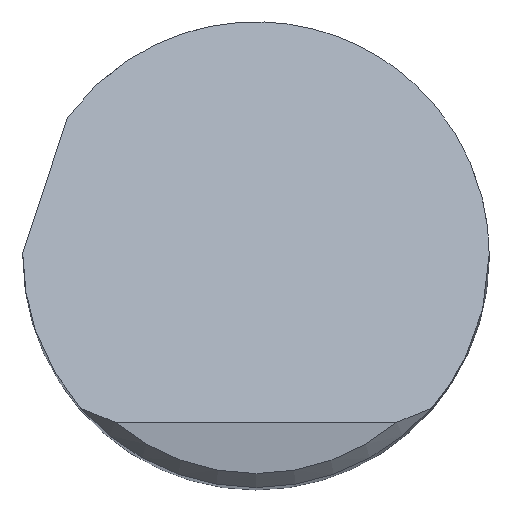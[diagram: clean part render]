
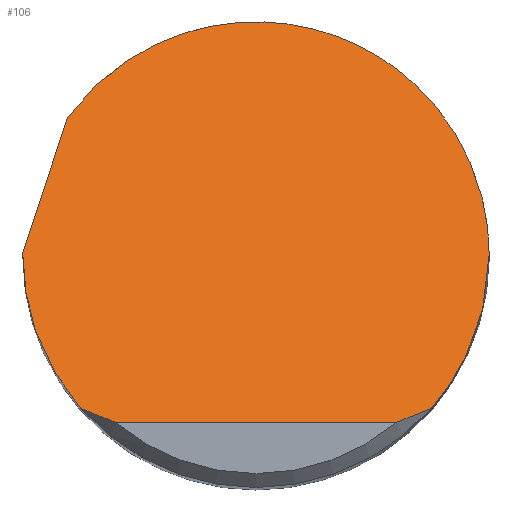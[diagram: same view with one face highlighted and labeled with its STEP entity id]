
A CAD part, top view. The second image highlights one B-rep face of the part: STEP entity #106.
In plain terms, the highlighted planar face has unit normal (0, 0.707, 0.707).
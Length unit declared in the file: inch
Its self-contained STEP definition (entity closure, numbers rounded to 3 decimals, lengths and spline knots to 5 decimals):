
#8 = CARTESIAN_POINT ( 'NONE',  ( 0.25, 0., 2.82 ) ) ;
#17 =( BOUNDED_CURVE ( )  B_SPLINE_CURVE ( 3, ( #642, #328, #773, #204 ),
 .UNSPECIFIED., .F., .F. ) 
 B_SPLINE_CURVE_WITH_KNOTS ( ( 4, 4 ),
 ( 4.71239, 4.72039 ),
 .UNSPECIFIED. ) 
 CURVE ( )  GEOMETRIC_REPRESENTATION_ITEM ( )  RATIONAL_B_SPLINE_CURVE ( ( 1., 1., 1., 1. ) ) 
 REPRESENTATION_ITEM ( '' )  );
#20 = VERTEX_POINT ( 'NONE', #704 ) ;
#27 = ORIENTED_EDGE ( 'NONE', *, *, #591, .T. ) ;
#30 = CARTESIAN_POINT ( 'NONE',  ( -0.17589, -0.1704, 2.9904 ) ) ;
#68 = CARTESIAN_POINT ( 'NONE',  ( 0.16367, -0.17542, 2.99542 ) ) ;
#75 = FACE_OUTER_BOUND ( 'NONE', #187, .T. ) ;
#78 = CARTESIAN_POINT ( 'NONE',  ( -0.24999, 0.002, 2.818 ) ) ;
#85 = DIRECTION ( 'NONE',  ( 0., -0.707, -0.707 ) ) ;
#96 = EDGE_CURVE ( 'NONE', #375, #587, #590, .T. ) ;
#106 = ADVANCED_FACE ( 'NONE', ( #75 ), #410, .F. ) ;
#119 = VERTEX_POINT ( 'NONE', #783 ) ;
#121 = EDGE_CURVE ( 'NONE', #738, #375, #660, .T. ) ;
#131 = CARTESIAN_POINT ( 'NONE',  ( 0.25, 0.29348, 2.52652 ) ) ;
#137 = CARTESIAN_POINT ( 'NONE',  ( -0.25, -0.18, 3. ) ) ;
#155 =( BOUNDED_CURVE ( )  B_SPLINE_CURVE ( 3, ( #8, #267, #652, #211 ),
 .UNSPECIFIED., .F., .F. ) 
 B_SPLINE_CURVE_WITH_KNOTS ( ( 4, 4 ),
 ( 1.5708, 2.29162 ),
 .UNSPECIFIED. ) 
 CURVE ( )  GEOMETRIC_REPRESENTATION_ITEM ( )  RATIONAL_B_SPLINE_CURVE ( ( 1., 0.957, 0.957, 1. ) ) 
 REPRESENTATION_ITEM ( '' )  );
#156 = CARTESIAN_POINT ( 'NONE',  ( -0.15108, -0.18, 3. ) ) ;
#171 = ORIENTED_EDGE ( 'NONE', *, *, #96, .F. ) ;
#172 = CARTESIAN_POINT ( 'NONE',  ( -0.22834, -0.11887, 2.93887 ) ) ;
#182 = CARTESIAN_POINT ( 'NONE',  ( 0.15108, -0.18, 3. ) ) ;
#183 = ORIENTED_EDGE ( 'NONE', *, *, #121, .F. ) ;
#187 = EDGE_LOOP ( 'NONE', ( #451, #27, #520, #171, #183, #423, #756, #394 ) ) ;
#192 =( BOUNDED_CURVE ( )  B_SPLINE_CURVE ( 3, ( #493, #172, #441, #697 ),
 .UNSPECIFIED., .F., .F. ) 
 B_SPLINE_CURVE_WITH_KNOTS ( ( 4, 4 ),
 ( 3.99157, 4.71239 ),
 .UNSPECIFIED. ) 
 CURVE ( )  GEOMETRIC_REPRESENTATION_ITEM ( )  RATIONAL_B_SPLINE_CURVE ( ( 1., 0.957, 0.957, 1. ) ) 
 REPRESENTATION_ITEM ( '' )  );
#199 = DIRECTION ( 'NONE',  ( 1., 0., 0. ) ) ;
#203 = CARTESIAN_POINT ( 'NONE',  ( -0.20198, 0.14732, 2.67268 ) ) ;
#204 = CARTESIAN_POINT ( 'NONE',  ( -0.24999, 0.002, 2.818 ) ) ;
#211 = CARTESIAN_POINT ( 'NONE',  ( 0.18782, -0.165, 2.985 ) ) ;
#214 = DIRECTION ( 'NONE',  ( 0.227, 0.689, -0.689 ) ) ;
#225 = CARTESIAN_POINT ( 'NONE',  ( -0.20198, 0.14732, 2.67268 ) ) ;
#254 = CARTESIAN_POINT ( 'NONE',  ( 0.25, 0., 2.82 ) ) ;
#256 = B_SPLINE_CURVE_WITH_KNOTS ( 'NONE', 3,
 ( #182, #68, #326, #457 ),
 .UNSPECIFIED., .F., .F.,
 ( 4, 4 ),
 ( 0., 0.00108 ),
 .UNSPECIFIED. ) ;
#259 = EDGE_CURVE ( 'NONE', #119, #20, #192, .T. ) ;
#267 = CARTESIAN_POINT ( 'NONE',  ( 0.25, -0.06141, 2.88141 ) ) ;
#277 = AXIS2_PLACEMENT_3D ( 'NONE', #137, #85, #467 ) ;
#285 = CARTESIAN_POINT ( 'NONE',  ( -0.16367, -0.17542, 2.99542 ) ) ;
#305 = LINE ( 'NONE', #709, #625 ) ;
#311 = VERTEX_POINT ( 'NONE', #535 ) ;
#326 = CARTESIAN_POINT ( 'NONE',  ( 0.17589, -0.1704, 2.9904 ) ) ;
#328 = CARTESIAN_POINT ( 'NONE',  ( -0.25, 0.00067, 2.81933 ) ) ;
#343 = CARTESIAN_POINT ( 'NONE',  ( 0.15108, -0.18, 3. ) ) ;
#375 = VERTEX_POINT ( 'NONE', #225 ) ;
#394 = ORIENTED_EDGE ( 'NONE', *, *, #424, .T. ) ;
#410 = PLANE ( 'NONE',  #277 ) ;
#423 = ORIENTED_EDGE ( 'NONE', *, *, #539, .F. ) ;
#424 = EDGE_CURVE ( 'NONE', #119, #804, #484, .T. ) ;
#441 = CARTESIAN_POINT ( 'NONE',  ( -0.25, -0.06141, 2.88141 ) ) ;
#451 = ORIENTED_EDGE ( 'NONE', *, *, #509, .T. ) ;
#457 = CARTESIAN_POINT ( 'NONE',  ( 0.18782, -0.165, 2.985 ) ) ;
#467 = DIRECTION ( 'NONE',  ( 0., 0.707, -0.707 ) ) ;
#484 = B_SPLINE_CURVE_WITH_KNOTS ( 'NONE', 3,
 ( #604, #30, #285, #156 ),
 .UNSPECIFIED., .F., .F.,
 ( 4, 4 ),
 ( 0., 0.00108 ),
 .UNSPECIFIED. ) ;
#493 = CARTESIAN_POINT ( 'NONE',  ( -0.18782, -0.165, 2.985 ) ) ;
#499 = VERTEX_POINT ( 'NONE', #343 ) ;
#509 = EDGE_CURVE ( 'NONE', #804, #499, #305, .T. ) ;
#520 = ORIENTED_EDGE ( 'NONE', *, *, #797, .F. ) ;
#535 = CARTESIAN_POINT ( 'NONE',  ( 0.18782, -0.165, 2.985 ) ) ;
#539 = EDGE_CURVE ( 'NONE', #20, #738, #17, .T. ) ;
#557 = VECTOR ( 'NONE', #214, 39.37008 ) ;
#581 = CARTESIAN_POINT ( 'NONE',  ( -0.15108, -0.18, 3. ) ) ;
#587 = VERTEX_POINT ( 'NONE', #254 ) ;
#590 =( BOUNDED_CURVE ( )  B_SPLINE_CURVE ( 3, ( #203, #716, #131, #649 ),
 .UNSPECIFIED., .F., .F. ) 
 B_SPLINE_CURVE_WITH_KNOTS ( ( 4, 4 ),
 ( 5.34257, 7.85398 ),
 .UNSPECIFIED. ) 
 CURVE ( )  GEOMETRIC_REPRESENTATION_ITEM ( )  RATIONAL_B_SPLINE_CURVE ( ( 1., 0.54, 0.54, 1. ) ) 
 REPRESENTATION_ITEM ( '' )  );
#591 = EDGE_CURVE ( 'NONE', #499, #311, #256, .T. ) ;
#595 = CARTESIAN_POINT ( 'NONE',  ( -0.30701, -0.17058, 2.99058 ) ) ;
#604 = CARTESIAN_POINT ( 'NONE',  ( -0.18782, -0.165, 2.985 ) ) ;
#625 = VECTOR ( 'NONE', #199, 39.37008 ) ;
#642 = CARTESIAN_POINT ( 'NONE',  ( -0.25, 0., 2.82 ) ) ;
#649 = CARTESIAN_POINT ( 'NONE',  ( 0.25, 0., 2.82 ) ) ;
#652 = CARTESIAN_POINT ( 'NONE',  ( 0.22834, -0.11887, 2.93887 ) ) ;
#660 = LINE ( 'NONE', #595, #557 ) ;
#697 = CARTESIAN_POINT ( 'NONE',  ( -0.25, 0., 2.82 ) ) ;
#704 = CARTESIAN_POINT ( 'NONE',  ( -0.25, 0., 2.82 ) ) ;
#709 = CARTESIAN_POINT ( 'NONE',  ( 0., -0.18, 3. ) ) ;
#716 = CARTESIAN_POINT ( 'NONE',  ( -0.02903, 0.38443, 2.43557 ) ) ;
#738 = VERTEX_POINT ( 'NONE', #78 ) ;
#756 = ORIENTED_EDGE ( 'NONE', *, *, #259, .F. ) ;
#773 = CARTESIAN_POINT ( 'NONE',  ( -0.25, 0.00133, 2.81867 ) ) ;
#783 = CARTESIAN_POINT ( 'NONE',  ( -0.18782, -0.165, 2.985 ) ) ;
#797 = EDGE_CURVE ( 'NONE', #587, #311, #155, .T. ) ;
#804 = VERTEX_POINT ( 'NONE', #581 ) ;
